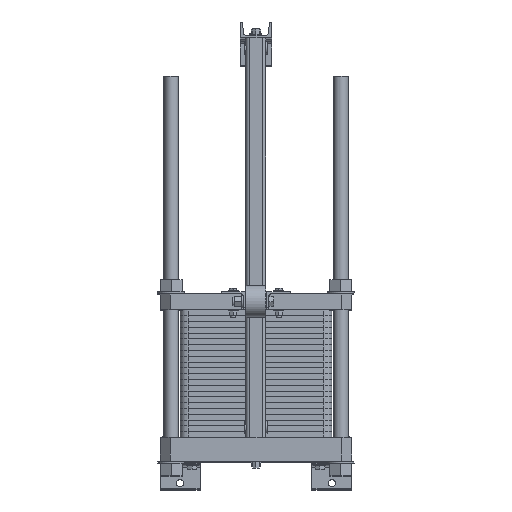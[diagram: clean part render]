
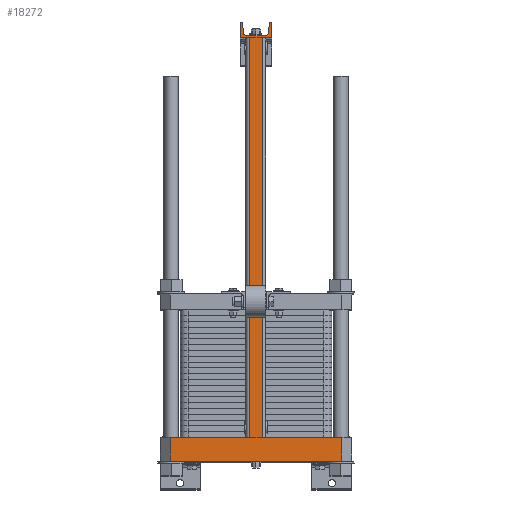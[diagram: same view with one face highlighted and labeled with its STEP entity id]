
A CAD part, top view. The second image highlights one B-rep face of the part: STEP entity #18272.
In plain terms, the highlighted planar face has unit normal (0, 0, 1).
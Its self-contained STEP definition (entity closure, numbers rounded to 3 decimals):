
#2247=LINE('',#27446,#4269);
#2248=LINE('',#27466,#4270);
#2249=LINE('',#27468,#4271);
#2250=LINE('',#27470,#4272);
#2251=LINE('',#27472,#4273);
#2252=LINE('',#27474,#4274);
#2253=LINE('',#27476,#4275);
#2254=LINE('',#27478,#4276);
#2255=LINE('',#27480,#4277);
#2256=LINE('',#27482,#4278);
#2257=LINE('',#27486,#4279);
#2258=LINE('',#27490,#4280);
#2259=LINE('',#27494,#4281);
#2260=LINE('',#27498,#4282);
#2261=LINE('',#27500,#4283);
#2262=LINE('',#27501,#4284);
#4269=VECTOR('',#21311,1.);
#4270=VECTOR('',#21316,10.);
#4271=VECTOR('',#21317,10.);
#4272=VECTOR('',#21318,10.);
#4273=VECTOR('',#21319,10.);
#4274=VECTOR('',#21320,10.);
#4275=VECTOR('',#21321,10.);
#4276=VECTOR('',#21322,10.);
#4277=VECTOR('',#21323,10.);
#4278=VECTOR('',#21324,10.);
#4279=VECTOR('',#21327,10.);
#4280=VECTOR('',#21330,10.);
#4281=VECTOR('',#21333,10.);
#4282=VECTOR('',#21336,10.);
#4283=VECTOR('',#21337,10.);
#4284=VECTOR('',#21338,10.);
#6253=PLANE('',#19226);
#7213=FACE_OUTER_BOUND('',#8115,.T.);
#8115=EDGE_LOOP('',(#14034,#14035,#14036,#14037,#14038,#14039,#14040,#14041,
#14042,#14043,#14044,#14045,#14046,#14047,#14048,#14049,#14050,#14051,#14052,
#14053));
#9320=CIRCLE('',#19227,4.);
#9321=CIRCLE('',#19228,8.);
#9322=CIRCLE('',#19229,8.);
#9323=CIRCLE('',#19230,4.);
#10432=VERTEX_POINT('',#27443);
#10433=VERTEX_POINT('',#27445);
#10434=VERTEX_POINT('',#27465);
#10435=VERTEX_POINT('',#27467);
#10436=VERTEX_POINT('',#27469);
#10437=VERTEX_POINT('',#27471);
#10438=VERTEX_POINT('',#27473);
#10439=VERTEX_POINT('',#27475);
#10440=VERTEX_POINT('',#27477);
#10441=VERTEX_POINT('',#27479);
#10442=VERTEX_POINT('',#27481);
#10443=VERTEX_POINT('',#27483);
#10444=VERTEX_POINT('',#27485);
#10445=VERTEX_POINT('',#27487);
#10446=VERTEX_POINT('',#27489);
#10447=VERTEX_POINT('',#27491);
#10448=VERTEX_POINT('',#27493);
#10449=VERTEX_POINT('',#27495);
#10450=VERTEX_POINT('',#27497);
#10451=VERTEX_POINT('',#27499);
#11891=EDGE_CURVE('',#10433,#10432,#2247,.T.);
#11894=EDGE_CURVE('',#10432,#10434,#2248,.T.);
#11895=EDGE_CURVE('',#10434,#10435,#2249,.T.);
#11896=EDGE_CURVE('',#10436,#10435,#2250,.T.);
#11897=EDGE_CURVE('',#10437,#10436,#2251,.T.);
#11898=EDGE_CURVE('',#10437,#10438,#2252,.T.);
#11899=EDGE_CURVE('',#10438,#10439,#2253,.T.);
#11900=EDGE_CURVE('',#10439,#10440,#2254,.T.);
#11901=EDGE_CURVE('',#10440,#10441,#2255,.T.);
#11902=EDGE_CURVE('',#10441,#10442,#2256,.T.);
#11903=EDGE_CURVE('',#10442,#10443,#9320,.T.);
#11904=EDGE_CURVE('',#10443,#10444,#2257,.T.);
#11905=EDGE_CURVE('',#10444,#10445,#9321,.T.);
#11906=EDGE_CURVE('',#10445,#10446,#2258,.T.);
#11907=EDGE_CURVE('',#10446,#10447,#9322,.T.);
#11908=EDGE_CURVE('',#10447,#10448,#2259,.T.);
#11909=EDGE_CURVE('',#10448,#10449,#9323,.T.);
#11910=EDGE_CURVE('',#10449,#10450,#2260,.T.);
#11911=EDGE_CURVE('',#10450,#10451,#2261,.T.);
#11912=EDGE_CURVE('',#10451,#10433,#2262,.T.);
#14034=ORIENTED_EDGE('',*,*,#11891,.T.);
#14035=ORIENTED_EDGE('',*,*,#11894,.T.);
#14036=ORIENTED_EDGE('',*,*,#11895,.T.);
#14037=ORIENTED_EDGE('',*,*,#11896,.F.);
#14038=ORIENTED_EDGE('',*,*,#11897,.F.);
#14039=ORIENTED_EDGE('',*,*,#11898,.T.);
#14040=ORIENTED_EDGE('',*,*,#11899,.T.);
#14041=ORIENTED_EDGE('',*,*,#11900,.T.);
#14042=ORIENTED_EDGE('',*,*,#11901,.T.);
#14043=ORIENTED_EDGE('',*,*,#11902,.T.);
#14044=ORIENTED_EDGE('',*,*,#11903,.T.);
#14045=ORIENTED_EDGE('',*,*,#11904,.T.);
#14046=ORIENTED_EDGE('',*,*,#11905,.T.);
#14047=ORIENTED_EDGE('',*,*,#11906,.T.);
#14048=ORIENTED_EDGE('',*,*,#11907,.T.);
#14049=ORIENTED_EDGE('',*,*,#11908,.T.);
#14050=ORIENTED_EDGE('',*,*,#11909,.T.);
#14051=ORIENTED_EDGE('',*,*,#11910,.T.);
#14052=ORIENTED_EDGE('',*,*,#11911,.T.);
#14053=ORIENTED_EDGE('',*,*,#11912,.T.);
#18272=ADVANCED_FACE('',(#7213),#6253,.T.);
#19226=AXIS2_PLACEMENT_3D('',#27464,#21314,#21315);
#19227=AXIS2_PLACEMENT_3D('',#27484,#21325,#21326);
#19228=AXIS2_PLACEMENT_3D('',#27488,#21328,#21329);
#19229=AXIS2_PLACEMENT_3D('',#27492,#21331,#21332);
#19230=AXIS2_PLACEMENT_3D('',#27496,#21334,#21335);
#21311=DIRECTION('',(0.,-1.,0.));
#21314=DIRECTION('center_axis',(0.,0.,
1.));
#21315=DIRECTION('ref_axis',(-1.,0.,0.));
#21316=DIRECTION('',(-1.,0.,0.));
#21317=DIRECTION('',(0.,-1.,0.));
#21318=DIRECTION('',(-1.,0.,0.));
#21319=DIRECTION('',(0.,-1.,0.));
#21320=DIRECTION('',(-1.,0.,0.));
#21321=DIRECTION('',(0.,1.,0.));
#21322=DIRECTION('',(1.,0.,0.));
#21323=DIRECTION('',(0.,1.,0.));
#21324=DIRECTION('',(-1.,0.,0.));
#21325=DIRECTION('center_axis',(0.,0.,1.));
#21326=DIRECTION('ref_axis',(0.,1.,0.));
#21327=DIRECTION('',(-0.091,-0.996,0.));
#21328=DIRECTION('center_axis',(0.,0.,-1.));
#21329=DIRECTION('ref_axis',(0.,1.,0.));
#21330=DIRECTION('',(-1.,0.,0.));
#21331=DIRECTION('center_axis',(0.,0.,-1.));
#21332=DIRECTION('ref_axis',(0.996,0.091,0.));
#21333=DIRECTION('',(-0.091,0.996,0.));
#21334=DIRECTION('center_axis',(0.,0.,1.));
#21335=DIRECTION('ref_axis',(0.996,0.091,0.));
#21336=DIRECTION('',(-1.,0.,0.));
#21337=DIRECTION('',(0.,-1.,0.));
#21338=DIRECTION('',(1.,0.,0.));
#27443=CARTESIAN_POINT('',(-16.2,0.,1111.));
#27445=CARTESIAN_POINT('',(-16.2,1000.,1111.));
#27446=CARTESIAN_POINT('',(-16.2,766.,1111.));
#27464=CARTESIAN_POINT('Origin',(215.,0.,
1111.));
#27465=CARTESIAN_POINT('',(-215.,0.,1111.));
#27466=CARTESIAN_POINT('',(215.,0.,1111.));
#27467=CARTESIAN_POINT('',(-215.,-60.,1111.));
#27468=CARTESIAN_POINT('',(-215.,0.,1111.));
#27469=CARTESIAN_POINT('',(215.,-60.,1111.));
#27470=CARTESIAN_POINT('',(215.,-60.,1111.));
#27471=CARTESIAN_POINT('',(215.,0.,1111.));
#27472=CARTESIAN_POINT('',(215.,0.,1111.));
#27473=CARTESIAN_POINT('',(16.2,0.,1111.));
#27474=CARTESIAN_POINT('',(215.,0.,1111.));
#27475=CARTESIAN_POINT('',(16.2,1000.,1111.));
#27476=CARTESIAN_POINT('',(16.2,0.,1111.));
#27477=CARTESIAN_POINT('',(40.,1000.,1111.));
#27478=CARTESIAN_POINT('',(-40.,1000.,1111.));
#27479=CARTESIAN_POINT('',(40.,1040.,1111.));
#27480=CARTESIAN_POINT('',(40.,1000.,1111.));
#27481=CARTESIAN_POINT('',(37.45,1040.,1111.));
#27482=CARTESIAN_POINT('',(40.,1040.,1111.));
#27483=CARTESIAN_POINT('',(33.466,1036.366,1111.));
#27484=CARTESIAN_POINT('Origin',(37.45,1036.,1111.));
#27485=CARTESIAN_POINT('',(31.347,1013.269,1111.));
#27486=CARTESIAN_POINT('',(33.466,1036.366,1111.));
#27487=CARTESIAN_POINT('',(23.381,1006.,1111.));
#27488=CARTESIAN_POINT('Origin',(23.381,1014.,1111.));
#27489=CARTESIAN_POINT('',(-23.381,1006.,1111.));
#27490=CARTESIAN_POINT('',(23.381,1006.,1111.));
#27491=CARTESIAN_POINT('',(-31.347,1013.269,1111.));
#27492=CARTESIAN_POINT('Origin',(-23.381,1014.,1111.));
#27493=CARTESIAN_POINT('',(-33.466,1036.366,1111.));
#27494=CARTESIAN_POINT('',(-31.347,1013.269,1111.));
#27495=CARTESIAN_POINT('',(-37.45,1040.,1111.));
#27496=CARTESIAN_POINT('Origin',(-37.45,1036.,1111.));
#27497=CARTESIAN_POINT('',(-40.,1040.,1111.));
#27498=CARTESIAN_POINT('',(-37.45,1040.,1111.));
#27499=CARTESIAN_POINT('',(-40.,1000.,1111.));
#27500=CARTESIAN_POINT('',(-40.,1040.,1111.));
#27501=CARTESIAN_POINT('',(-40.,1000.,1111.));
